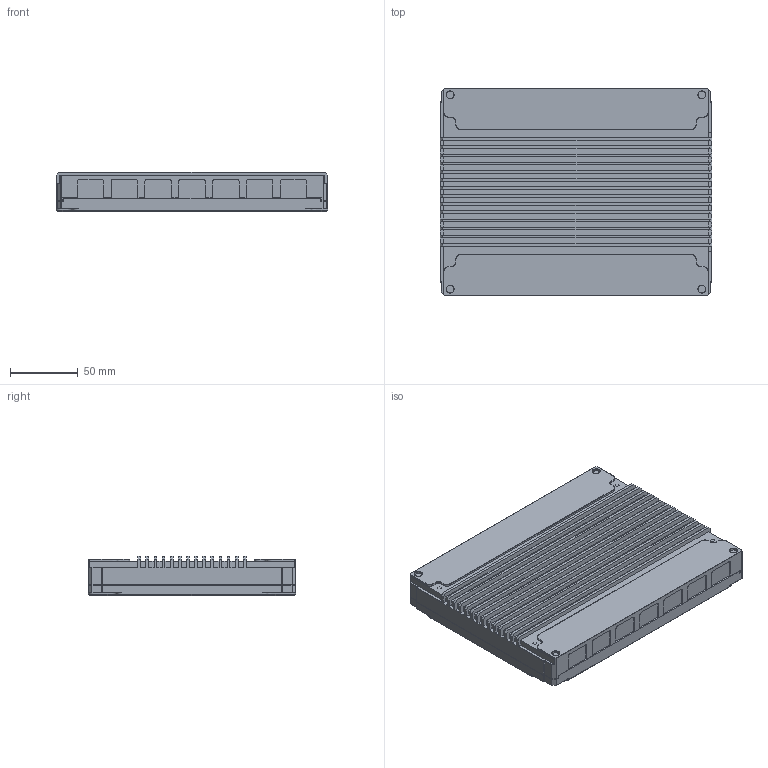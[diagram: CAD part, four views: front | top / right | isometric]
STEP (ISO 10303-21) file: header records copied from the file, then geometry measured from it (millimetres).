
FILE_DESCRIPTION((''),'2;1');
FILE_NAME('ZHONGXINBAN1','2019-02-28T',('trent.cui'),(''),'CREO PARAMETRIC BY PTC INC, 2015080','CREO PARAMETRIC BY PTC INC, 2015080','');
FILE_SCHEMA(('CONFIG_CONTROL_DESIGN'));
Length unit declared in the file: millimetre
Products named in the file (1): ZHONGXINBAN1
Bounding box: 201 x 153.2 x 29 mm (x, y, z)
Volume: 811273.7 mm3; surface area: 103816.9 mm2
Topology: 1 solids, 33 shells, 809 faces, 2083 edges, 1273 vertices
Faces by surface type: plane 514, cylinder 175, cone 96, torus 24
Entity records: 24759 total; most frequent: CARTESIAN_POINT 4941, DIRECTION 4011, ORIENTED_EDGE 3970, EDGE_CURVE 2033, VECTOR 1555, LINE 1555, VERTEX_POINT 1273, AXIS2_PLACEMENT_3D 1228
